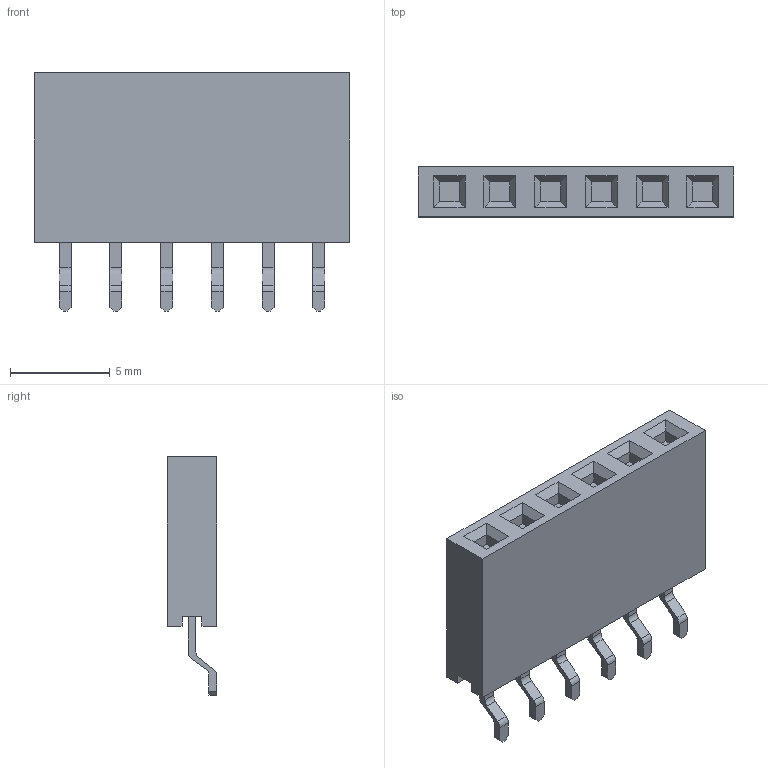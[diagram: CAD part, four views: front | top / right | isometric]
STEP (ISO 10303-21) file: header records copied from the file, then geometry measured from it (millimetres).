
FILE_DESCRIPTION(/* description */ ('STEP AP214'),/* implementation_level */ '2;1');
FILE_NAME(/* name */ 'BG300-06-A-L-A',/* time_stamp */ '2022-08-15T20:23:03+02:00',/* author */ ('License CC BY-ND 4.0'),/* organization */ ('CADENAS'),/* preprocessor_version */ 'ST-DEVELOPER v18.102',/* originating_system */ 'PARTsolutions',/* authorisation */ ' ');
FILE_SCHEMA (('AUTOMOTIVE_DESIGN {1 0 10303 214 3 1 1}'));
Length unit declared in the file: millimetre
Products named in the file (3): BG300-06-A-L-A; BG300-06-A-L-A_P; BG300-06-A-L-A_H
Assembly tree (7 placements, depth 2):
  BG300-06-A-L-A
    BG300-06-A-L-A_P  x6
    BG300-06-A-L-A_H
Bounding box: 15.79 x 2.5 x 11.95 mm (x, y, z)
Volume: 313.6 mm3; surface area: 524.7 mm2
Topology: 7 solids, 7 shells, 232 faces, 612 edges, 400 vertices
Faces by surface type: plane 208, cylinder 24
Entity records: 4698 total; most frequent: CARTESIAN_POINT 822, ORIENTED_EDGE 804, DIRECTION 730, EDGE_CURVE 402, LINE 394, VECTOR 394, VERTEX_POINT 260, AXIS2_PLACEMENT_3D 168
